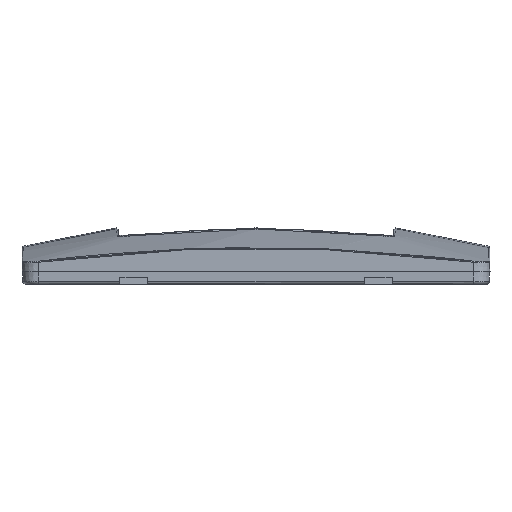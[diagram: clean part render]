
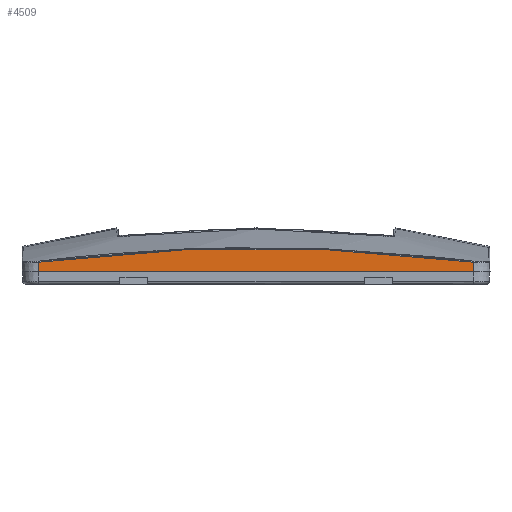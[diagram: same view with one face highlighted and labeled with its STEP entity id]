
A CAD part, left-side view. The second image highlights one B-rep face of the part: STEP entity #4509.
In plain terms, the highlighted planar face has unit normal (-1, 0, 0.018).
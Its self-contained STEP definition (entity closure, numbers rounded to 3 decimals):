
#56 = CARTESIAN_POINT ( 'NONE',  ( -43., 40., 2.3 ) ) ;
#79 = CARTESIAN_POINT ( 'NONE',  ( -43., 13.333, 2.3 ) ) ;
#233 = CARTESIAN_POINT ( 'NONE',  ( -42.97, -40., 4.025 ) ) ;
#375 = CARTESIAN_POINT ( 'NONE',  ( -42.97, -40., 4.025 ) ) ;
#1023 = CARTESIAN_POINT ( 'NONE',  ( -43., -40., 2.3 ) ) ;
#1300 = ORIENTED_EDGE ( 'NONE', *, *, #7943, .T. ) ;
#1838 = DIRECTION ( 'NONE',  ( -1., 0., 0.017 ) ) ;
#1914 = B_SPLINE_CURVE_WITH_KNOTS ( 'NONE', 3,
 ( #10549, #6605, #9505, #7788 ),
 .UNSPECIFIED., .F., .F.,
 ( 4, 4 ),
 ( 0., 1. ),
 .UNSPECIFIED. ) ;
#2008 = CARTESIAN_POINT ( 'NONE',  ( -42.94, 26.649, 5.718 ) ) ;
#2183 = CARTESIAN_POINT ( 'NONE',  ( -42.926, -13.316, 6.565 ) ) ;
#2206 = CARTESIAN_POINT ( 'NONE',  ( -43., 40., 2.3 ) ) ;
#2763 = CARTESIAN_POINT ( 'NONE',  ( -42.97, 40., 4.025 ) ) ;
#2787 = PLANE ( 'NONE',  #3479 ) ;
#3108 = B_SPLINE_CURVE_WITH_KNOTS ( 'NONE', 3,
 ( #1023, #3154, #79, #2206 ),
 .UNSPECIFIED., .F., .F.,
 ( 4, 4 ),
 ( 0., 1. ),
 .UNSPECIFIED. ) ;
#3154 = CARTESIAN_POINT ( 'NONE',  ( -43., -13.333, 2.3 ) ) ;
#3449 = ORIENTED_EDGE ( 'NONE', *, *, #11196, .F. ) ;
#3479 = AXIS2_PLACEMENT_3D ( 'NONE', #5553, #1838, #12145 ) ;
#3913 = VERTEX_POINT ( 'NONE', #12352 ) ;
#4509 = ADVANCED_FACE ( 'NONE', ( #9450 ), #2787, .T. ) ;
#5494 = EDGE_LOOP ( 'NONE', ( #8153, #3449, #1300, #10965 ) ) ;
#5553 = CARTESIAN_POINT ( 'NONE',  ( -43., 0., 2.3 ) ) ;
#5608 = CARTESIAN_POINT ( 'NONE',  ( -42.98, 40., 3.45 ) ) ;
#6605 = CARTESIAN_POINT ( 'NONE',  ( -42.98, -40., 3.45 ) ) ;
#6842 = VERTEX_POINT ( 'NONE', #375 ) ;
#7788 = CARTESIAN_POINT ( 'NONE',  ( -43., -40., 2.3 ) ) ;
#7943 = EDGE_CURVE ( 'NONE', #6842, #8273, #8928, .T. ) ;
#8153 = ORIENTED_EDGE ( 'NONE', *, *, #10687, .F. ) ;
#8273 = VERTEX_POINT ( 'NONE', #2763 ) ;
#8736 = CARTESIAN_POINT ( 'NONE',  ( -42.97, 40., 4.025 ) ) ;
#8928 = B_SPLINE_CURVE_WITH_KNOTS ( 'NONE', 3,
 ( #233, #10670, #2183, #9735, #2008, #9677 ),
 .UNSPECIFIED., .F., .F.,
 ( 4, 2, 4 ),
 ( 0., 0.5, 1. ),
 .UNSPECIFIED. ) ;
#9266 = B_SPLINE_CURVE_WITH_KNOTS ( 'NONE', 3,
 ( #8736, #5608, #9443, #56 ),
 .UNSPECIFIED., .F., .F.,
 ( 4, 4 ),
 ( 0., 1. ),
 .UNSPECIFIED. ) ;
#9443 = CARTESIAN_POINT ( 'NONE',  ( -42.99, 40., 2.875 ) ) ;
#9450 = FACE_OUTER_BOUND ( 'NONE', #5494, .T. ) ;
#9505 = CARTESIAN_POINT ( 'NONE',  ( -42.99, -40., 2.875 ) ) ;
#9677 = CARTESIAN_POINT ( 'NONE',  ( -42.97, 40., 4.025 ) ) ;
#9735 = CARTESIAN_POINT ( 'NONE',  ( -42.926, 13.315, 6.565 ) ) ;
#10549 = CARTESIAN_POINT ( 'NONE',  ( -42.97, -40., 4.025 ) ) ;
#10670 = CARTESIAN_POINT ( 'NONE',  ( -42.94, -26.649, 5.718 ) ) ;
#10687 = EDGE_CURVE ( 'NONE', #12385, #3913, #3108, .T. ) ;
#10965 = ORIENTED_EDGE ( 'NONE', *, *, #11254, .T. ) ;
#11196 = EDGE_CURVE ( 'NONE', #6842, #12385, #1914, .T. ) ;
#11254 = EDGE_CURVE ( 'NONE', #8273, #3913, #9266, .T. ) ;
#11566 = CARTESIAN_POINT ( 'NONE',  ( -43., -40., 2.3 ) ) ;
#12145 = DIRECTION ( 'NONE',  ( 0., 1., 0. ) ) ;
#12352 = CARTESIAN_POINT ( 'NONE',  ( -43., 40., 2.3 ) ) ;
#12385 = VERTEX_POINT ( 'NONE', #11566 ) ;
